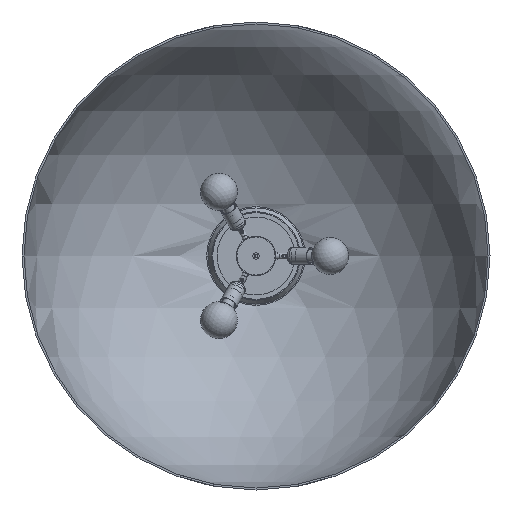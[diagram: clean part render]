
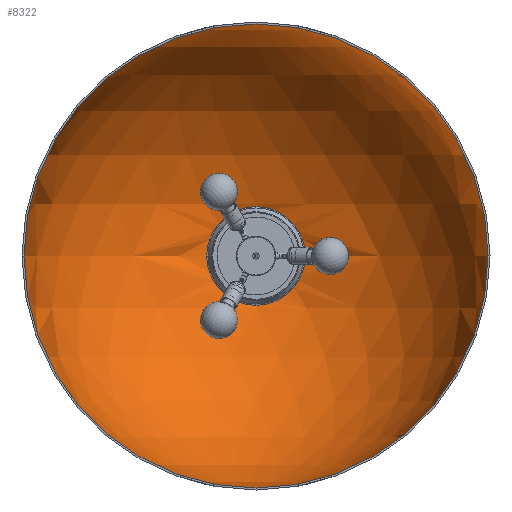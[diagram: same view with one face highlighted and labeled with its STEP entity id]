
A CAD part, front view. The second image highlights one B-rep face of the part: STEP entity #8322.
In plain terms, the highlighted spherical face has radius 595 mm.
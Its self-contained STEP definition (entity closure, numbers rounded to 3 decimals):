
#486=SPHERICAL_SURFACE('',#9344,595.);
#617=FACE_BOUND('',#2826,.T.);
#2357=FACE_OUTER_BOUND('',#2825,.T.);
#2825=EDGE_LOOP('',(#5879));
#2826=EDGE_LOOP('',(#5880,#5881));
#3392=CIRCLE('',#9342,126.496);
#3393=CIRCLE('',#9343,126.496);
#3394=CIRCLE('',#9345,595.);
#3779=VERTEX_POINT('',#13108);
#3780=VERTEX_POINT('',#13110);
#3781=VERTEX_POINT('',#13114);
#4615=EDGE_CURVE('',#3780,#3779,#3392,.T.);
#4616=EDGE_CURVE('',#3779,#3780,#3393,.T.);
#4617=EDGE_CURVE('',#3781,#3781,#3394,.T.);
#5879=ORIENTED_EDGE('',*,*,#4617,.F.);
#5880=ORIENTED_EDGE('',*,*,#4615,.T.);
#5881=ORIENTED_EDGE('',*,*,#4616,.T.);
#8322=ADVANCED_FACE('',(#2357,#617),#486,.F.);
#9342=AXIS2_PLACEMENT_3D('',#13111,#10407,#10408);
#9343=AXIS2_PLACEMENT_3D('',#13112,#10409,#10410);
#9344=AXIS2_PLACEMENT_3D('',#13113,#10411,#10412);
#9345=AXIS2_PLACEMENT_3D('',#13115,#10413,#10414);
#10407=DIRECTION('center_axis',(0.,1.,0.));
#10408=DIRECTION('ref_axis',(-1.,0.,0.));
#10409=DIRECTION('center_axis',(0.,1.,0.));
#10410=DIRECTION('ref_axis',(-1.,0.,0.));
#10411=DIRECTION('center_axis',(0.,0.,
1.));
#10412=DIRECTION('ref_axis',(0.,1.,0.));
#10413=DIRECTION('center_axis',(0.,1.,0.));
#10414=DIRECTION('ref_axis',(-1.,0.,0.));
#13108=CARTESIAN_POINT('',(0.,581.398,-126.496));
#13110=CARTESIAN_POINT('',(-126.496,581.398,0.));
#13111=CARTESIAN_POINT('Origin',(0.,581.398,
0.));
#13112=CARTESIAN_POINT('Origin',(0.,581.398,
0.));
#13113=CARTESIAN_POINT('Origin',(0.,0.,0.));
#13114=CARTESIAN_POINT('',(-595.,0.,0.));
#13115=CARTESIAN_POINT('Origin',(0.,0.,
0.));
